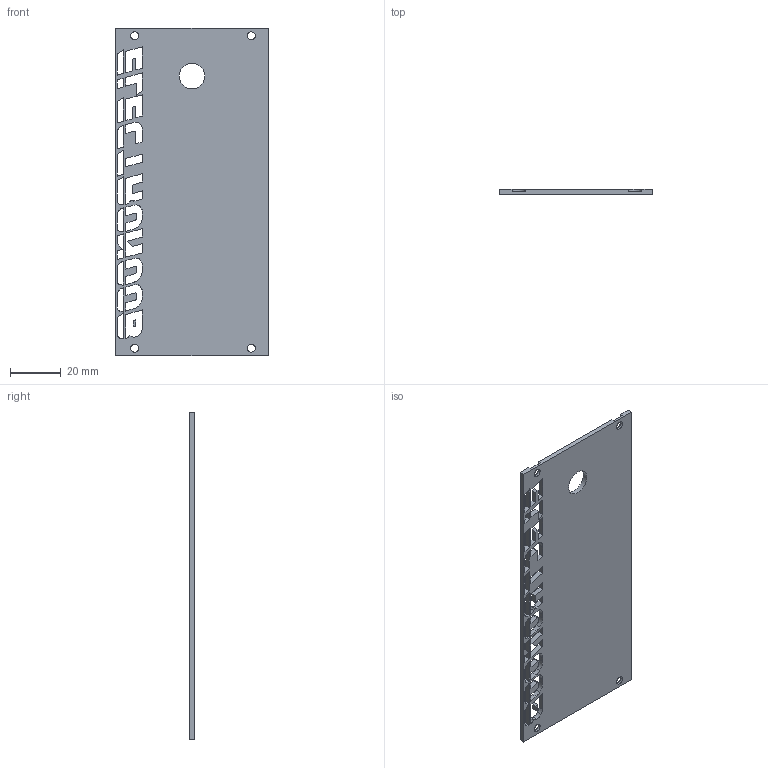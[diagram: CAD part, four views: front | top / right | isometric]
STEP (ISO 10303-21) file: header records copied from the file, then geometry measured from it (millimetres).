
FILE_DESCRIPTION(/* description */ (''),/* implementation_level */ '2;1');
FILE_NAME(/* name */ 'Component2.stp',/* time_stamp */ '2021-10-12T21:19:41+01:00',/* author */ (''),/* organization */ (''),/* preprocessor_version */ 'ST-DEVELOPER v18.1',/* originating_system */ 'Autodesk Translation Framework v10.10.0.1391',/* authorisation */ '');
FILE_SCHEMA (('AUTOMOTIVE_DESIGN { 1 0 10303 214 3 1 1 }'));
Length unit declared in the file: millimetre
Products named in the file (1): FusionComponent
Bounding box: 60 x 2 x 128.5 mm (x, y, z)
Volume: 13748.6 mm3; surface area: 15982.4 mm2
Topology: 2 solids, 2 shells, 209 faces, 615 edges, 410 vertices
Faces by surface type: plane 139, bspline 61, cylinder 9
Full cylindrical faces by diameter (mm): 3.2 x4, 10 x1
Entity records: 7577 total; most frequent: CARTESIAN_POINT 2272, ORIENTED_EDGE 1230, DIRECTION 809, EDGE_CURVE 615, LINE 475, VECTOR 475, VERTEX_POINT 410, EDGE_LOOP 263
